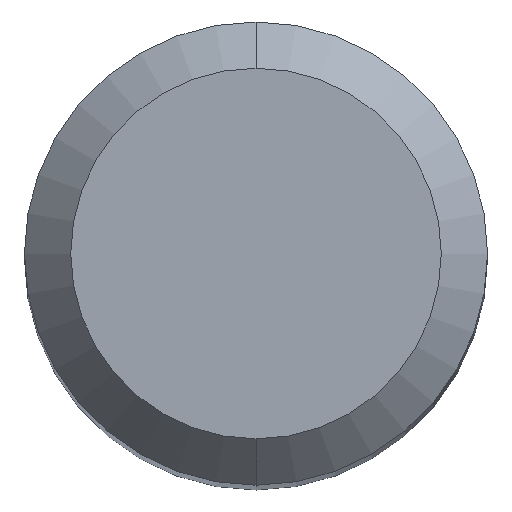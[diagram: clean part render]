
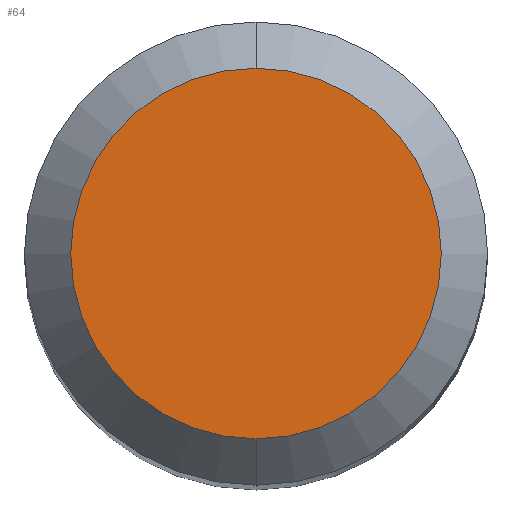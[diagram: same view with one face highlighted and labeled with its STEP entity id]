
A CAD part, top view. The second image highlights one B-rep face of the part: STEP entity #64.
In plain terms, the highlighted planar face has unit normal (0, 0, 1).
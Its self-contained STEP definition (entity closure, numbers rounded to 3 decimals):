
#64=ADVANCED_FACE('',(#141),#142,.T.);
#141=FACE_OUTER_BOUND('',#231,.T.);
#142=PLANE('',#232);
#231=EDGE_LOOP('',(#330,#331));
#232=AXIS2_PLACEMENT_3D('',#332,#333,#334);
#330=ORIENTED_EDGE('',*,*,#483,.F.);
#331=ORIENTED_EDGE('',*,*,#486,.F.);
#332=CARTESIAN_POINT('',(0.,1.2,36.0));
#333=DIRECTION('',(0.,0.,1.0));
#334=DIRECTION('',(0.,-1.0,0.));
#483=EDGE_CURVE('',#567,#569,#570,.T.);
#486=EDGE_CURVE('',#569,#567,#573,.T.);
#567=VERTEX_POINT('',#662);
#569=VERTEX_POINT('',#665);
#570=CIRCLE('',#666,2.4);
#573=CIRCLE('',#670,2.4);
#662=CARTESIAN_POINT('',(0.,2.4,36.));
#665=CARTESIAN_POINT('',(0.,-2.4,36.));
#666=AXIS2_PLACEMENT_3D('',#744,#745,#746);
#670=AXIS2_PLACEMENT_3D('',#748,#749,#750);
#744=CARTESIAN_POINT('',(0.,0.,36.));
#745=DIRECTION('',(0.,0.0,-1.0));
#746=DIRECTION('',(0.0,1.0,0.0));
#748=CARTESIAN_POINT('',(0.,0.,36.));
#749=DIRECTION('',(0.,0.0,-1.0));
#750=DIRECTION('',(0.0,1.0,0.0));
